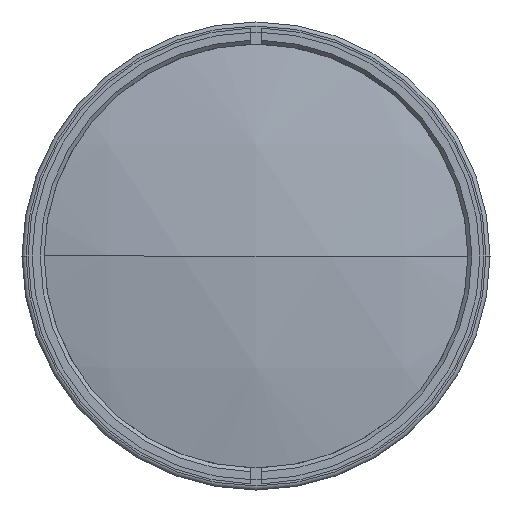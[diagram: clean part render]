
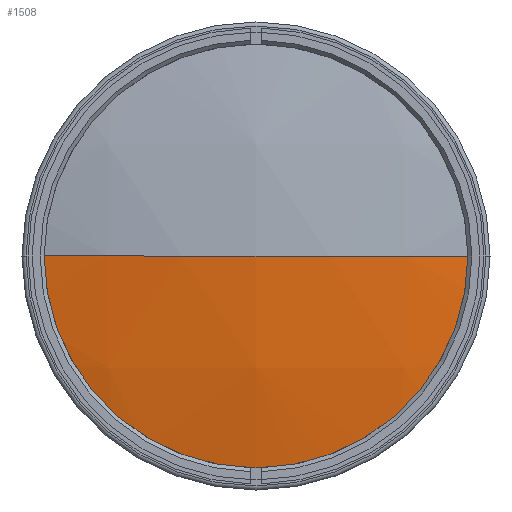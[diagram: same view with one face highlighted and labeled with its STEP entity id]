
A CAD part, left-side view. The second image highlights one B-rep face of the part: STEP entity #1508.
In plain terms, the highlighted spherical face has radius 252 mm.
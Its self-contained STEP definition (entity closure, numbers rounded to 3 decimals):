
#296 = CARTESIAN_POINT ( 'NONE',  ( 19.496, 0., 0. ) ) ;
#362 = DIRECTION ( 'NONE',  ( -1., 0., 0. ) ) ;
#464 = CARTESIAN_POINT ( 'NONE',  ( 19.496, 0., 0. ) ) ;
#710 = CARTESIAN_POINT ( 'NONE',  ( -232.504, 0., 0. ) ) ;
#1175 = VERTEX_POINT ( 'NONE', #2753 ) ;
#1343 = EDGE_CURVE ( 'NONE', #1433, #2985, #1429, .T. ) ;
#1429 = CIRCLE ( 'NONE', #1845, 252. ) ;
#1433 = VERTEX_POINT ( 'NONE', #3280 ) ;
#1469 = DIRECTION ( 'NONE',  ( 0., 1., 0. ) ) ;
#1508 = ADVANCED_FACE ( 'NONE', ( #3664 ), #3327, .T. ) ;
#1722 = CARTESIAN_POINT ( 'NONE',  ( -226.429, 0., 0. ) ) ;
#1782 = CIRCLE ( 'NONE', #4277, 252. ) ;
#1835 = DIRECTION ( 'NONE',  ( 0., -1., 0. ) ) ;
#1845 = AXIS2_PLACEMENT_3D ( 'NONE', #464, #3237, #1835 ) ;
#1958 = DIRECTION ( 'NONE',  ( 0., 1., 0. ) ) ;
#2284 = ORIENTED_EDGE ( 'NONE', *, *, #2816, .T. ) ;
#2406 = AXIS2_PLACEMENT_3D ( 'NONE', #1722, #362, #4114 ) ;
#2590 = DIRECTION ( 'NONE',  ( 0., 0., -1. ) ) ;
#2616 = CIRCLE ( 'NONE', #2406, 55. ) ;
#2753 = CARTESIAN_POINT ( 'NONE',  ( -226.429, -55., 0. ) ) ;
#2816 = EDGE_CURVE ( 'NONE', #1433, #1175, #2616, .T. ) ;
#2985 = VERTEX_POINT ( 'NONE', #710 ) ;
#3016 = EDGE_CURVE ( 'NONE', #1175, #2985, #1782, .T. ) ;
#3070 = ORIENTED_EDGE ( 'NONE', *, *, #3016, .T. ) ;
#3112 = ORIENTED_EDGE ( 'NONE', *, *, #1343, .F. ) ;
#3237 = DIRECTION ( 'NONE',  ( 0., 0., 1. ) ) ;
#3280 = CARTESIAN_POINT ( 'NONE',  ( -226.429, 55., 0. ) ) ;
#3327 = SPHERICAL_SURFACE ( 'NONE', #3632, 252. ) ;
#3632 = AXIS2_PLACEMENT_3D ( 'NONE', #296, #2590, #1958 ) ;
#3664 = FACE_OUTER_BOUND ( 'NONE', #4097, .T. ) ;
#4097 = EDGE_LOOP ( 'NONE', ( #2284, #3070, #3112 ) ) ;
#4114 = DIRECTION ( 'NONE',  ( 0., 0., 1. ) ) ;
#4131 = CARTESIAN_POINT ( 'NONE',  ( 19.496, 0., 0. ) ) ;
#4197 = DIRECTION ( 'NONE',  ( 0., 0., -1. ) ) ;
#4277 = AXIS2_PLACEMENT_3D ( 'NONE', #4131, #4197, #1469 ) ;
